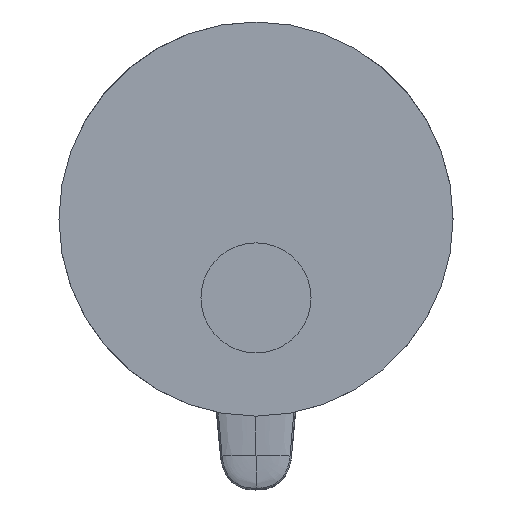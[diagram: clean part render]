
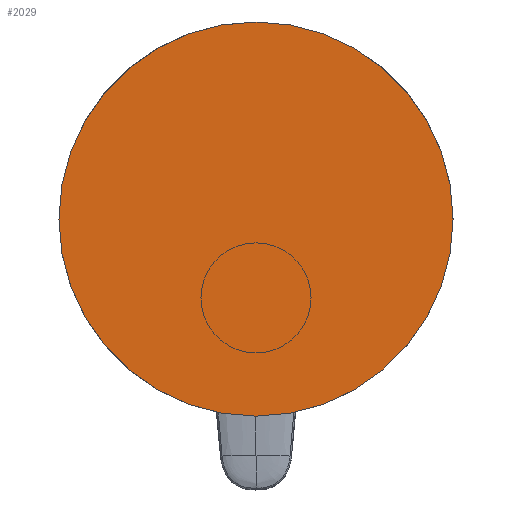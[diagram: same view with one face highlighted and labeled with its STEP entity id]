
A CAD part, front view. The second image highlights one B-rep face of the part: STEP entity #2029.
In plain terms, the highlighted planar face has unit normal (0, -1, 0).
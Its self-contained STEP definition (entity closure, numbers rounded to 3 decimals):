
#758=FACE_OUTER_BOUND('',#878,.T.);
#878=EDGE_LOOP('',(#1878));
#965=CIRCLE('',#2764,85.);
#1126=VERTEX_POINT('',#13183);
#1380=EDGE_CURVE('',#1126,#1126,#965,.T.);
#1878=ORIENTED_EDGE('',*,*,#1380,.F.);
#1919=PLANE('',#2763);
#2029=ADVANCED_FACE('',(#758),#1919,.F.);
#2763=AXIS2_PLACEMENT_3D('',#13182,#3285,#3286);
#2764=AXIS2_PLACEMENT_3D('',#13184,#3287,#3288);
#3285=DIRECTION('center_axis',(0.,1.,0.));
#3286=DIRECTION('ref_axis',(1.,0.,0.));
#3287=DIRECTION('center_axis',(0.,1.,0.));
#3288=DIRECTION('ref_axis',(1.,0.,0.));
#13182=CARTESIAN_POINT('Origin',(0.,0.,0.));
#13183=CARTESIAN_POINT('',(-85.,0.,0.));
#13184=CARTESIAN_POINT('Origin',(0.,0.,0.));
